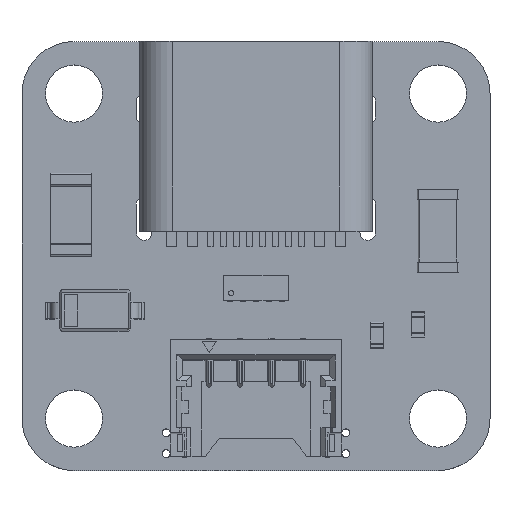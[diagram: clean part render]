
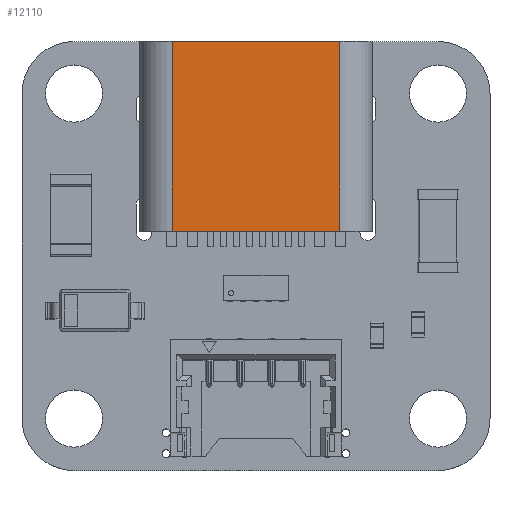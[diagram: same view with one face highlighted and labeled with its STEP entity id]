
A CAD part, top view. The second image highlights one B-rep face of the part: STEP entity #12110.
In plain terms, the highlighted face is planar.
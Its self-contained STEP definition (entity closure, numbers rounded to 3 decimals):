
#895=FACE_OUTER_BOUND('',#1529,.T.);
#1529=EDGE_LOOP('',(#9759,#9760,#9761,#9762));
#2620=LINE('',#18331,#4096);
#2799=LINE('',#18778,#4275);
#2801=LINE('',#18782,#4277);
#2802=LINE('',#18784,#4278);
#4096=VECTOR('',#14856,1.);
#4275=VECTOR('',#15299,1.);
#4277=VECTOR('',#15305,1.);
#4278=VECTOR('',#15308,1.);
#5335=VERTEX_POINT('',#18328);
#5336=VERTEX_POINT('',#18330);
#5471=VERTEX_POINT('',#18775);
#5472=VERTEX_POINT('',#18777);
#6732=EDGE_CURVE('',#5335,#5336,#2620,.T.);
#6956=EDGE_CURVE('',#5471,#5472,#2799,.T.);
#6959=EDGE_CURVE('',#5336,#5471,#2801,.T.);
#6960=EDGE_CURVE('',#5472,#5335,#2802,.T.);
#9759=ORIENTED_EDGE('',*,*,#6959,.F.);
#9760=ORIENTED_EDGE('',*,*,#6732,.F.);
#9761=ORIENTED_EDGE('',*,*,#6960,.F.);
#9762=ORIENTED_EDGE('',*,*,#6956,.F.);
#11330=PLANE('',#12935);
#12110=ADVANCED_FACE('',(#895),#11330,.T.);
#12935=AXIS2_PLACEMENT_3D('',#18790,#15318,#15319);
#14856=DIRECTION('',(1.,0.,0.));
#15299=DIRECTION('',(-1.,0.,0.));
#15305=DIRECTION('',(0.,0.,1.));
#15308=DIRECTION('',(0.,0.,-1.));
#15318=DIRECTION('center_axis',(0.,1.,0.));
#15319=DIRECTION('ref_axis',(1.,0.,0.));
#18328=CARTESIAN_POINT('',(1.255,3.21,-7.3));
#18330=CARTESIAN_POINT('',(7.685,3.21,-7.3));
#18331=CARTESIAN_POINT('',(8.94,3.21,-7.3));
#18775=CARTESIAN_POINT('',(7.685,3.21,0.));
#18777=CARTESIAN_POINT('',(1.255,3.21,0.));
#18778=CARTESIAN_POINT('',(8.94,3.21,0.));
#18782=CARTESIAN_POINT('',(7.685,3.21,0.));
#18784=CARTESIAN_POINT('',(1.255,3.21,0.));
#18790=CARTESIAN_POINT('Origin',(0.,3.21,0.));
